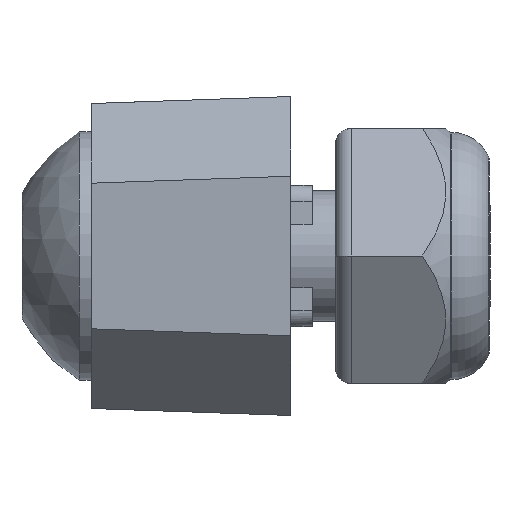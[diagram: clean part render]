
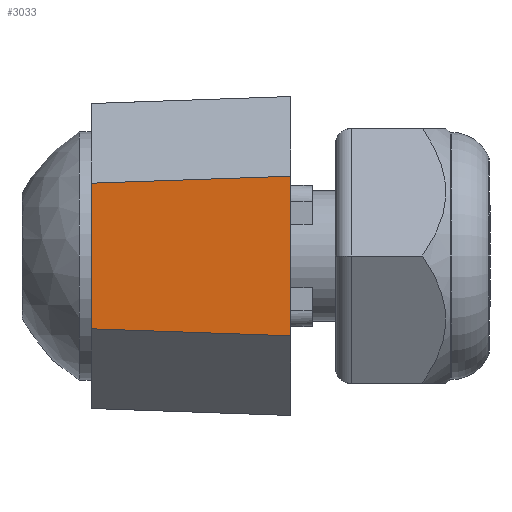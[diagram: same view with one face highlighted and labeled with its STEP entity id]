
A CAD part, front view. The second image highlights one B-rep face of the part: STEP entity #3033.
In plain terms, the highlighted planar face has unit normal (-0.035, -0.999, 0).
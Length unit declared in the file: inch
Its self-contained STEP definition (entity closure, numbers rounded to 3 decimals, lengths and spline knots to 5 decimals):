
#249=FACE_OUTER_BOUND('',#424,.T.);
#424=EDGE_LOOP('',(#2045,#2046,#2047,#2048));
#629=LINE('',#4477,#946);
#652=LINE('',#4535,#969);
#653=LINE('',#4537,#970);
#654=LINE('',#4538,#971);
#946=VECTOR('',#3585,0.18266);
#969=VECTOR('',#3624,0.2503);
#970=VECTOR('',#3625,0.2503);
#971=VECTOR('',#3626,0.20012);
#1263=VERTEX_POINT('',#4474);
#1264=VERTEX_POINT('',#4476);
#1291=VERTEX_POINT('',#4534);
#1292=VERTEX_POINT('',#4536);
#1565=EDGE_CURVE('',#1263,#1264,#629,.T.);
#1594=EDGE_CURVE('',#1264,#1291,#652,.T.);
#1595=EDGE_CURVE('',#1263,#1292,#653,.T.);
#1596=EDGE_CURVE('',#1292,#1291,#654,.T.);
#2045=ORIENTED_EDGE('',*,*,#1594,.F.);
#2046=ORIENTED_EDGE('',*,*,#1565,.F.);
#2047=ORIENTED_EDGE('',*,*,#1595,.T.);
#2048=ORIENTED_EDGE('',*,*,#1596,.T.);
#2905=PLANE('',#3295);
#3033=ADVANCED_FACE('',(#249),#2905,.T.);
#3295=AXIS2_PLACEMENT_3D('',#4533,#3622,#3623);
#3585=DIRECTION('',(0.,0.,1.));
#3622=DIRECTION('center_axis',(-0.035,-0.999,0.));
#3623=DIRECTION('ref_axis',(0.,0.,-1.));
#3624=DIRECTION('',(0.999,-0.035,0.035));
#3625=DIRECTION('',(0.999,-0.035,-0.035));
#3626=DIRECTION('',(0.,0.,1.));
#4474=CARTESIAN_POINT('',(3.253,0.34873,-0.59133));
#4476=CARTESIAN_POINT('',(3.253,0.34873,-0.40867));
#4477=CARTESIAN_POINT('',(3.253,0.34873,-0.59133));
#4533=CARTESIAN_POINT('Origin',(3.50381,0.33997,-0.70081));
#4534=CARTESIAN_POINT('',(3.503,0.34,-0.39994));
#4535=CARTESIAN_POINT('',(3.253,0.34873,-0.40867));
#4536=CARTESIAN_POINT('',(3.503,0.34,-0.60006));
#4537=CARTESIAN_POINT('',(3.253,0.34873,-0.59133));
#4538=CARTESIAN_POINT('',(3.503,0.34,-0.60006));
